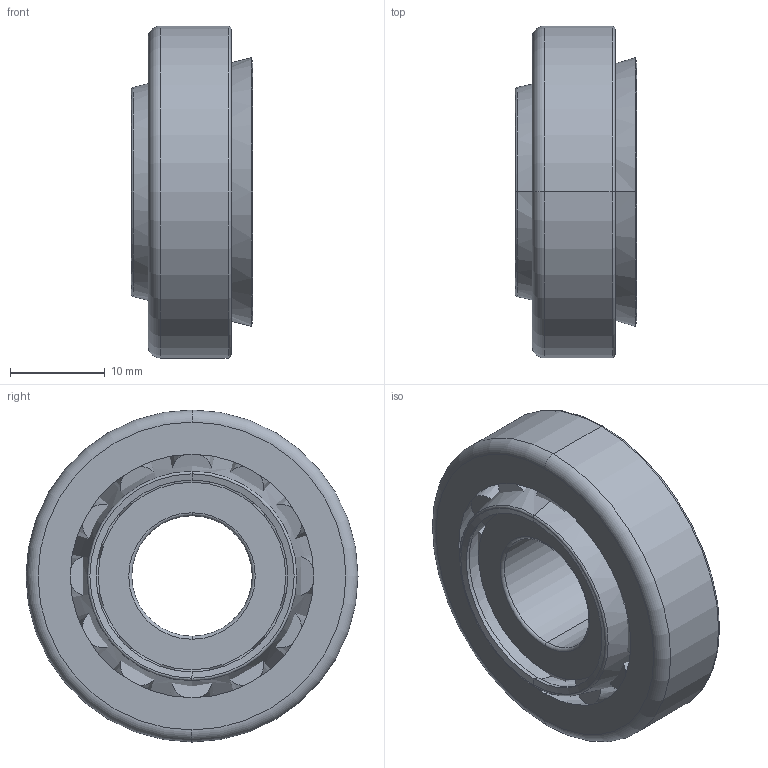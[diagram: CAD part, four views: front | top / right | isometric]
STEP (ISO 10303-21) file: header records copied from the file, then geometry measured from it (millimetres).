
FILE_DESCRIPTION(('starvars output'),'2;1');
FILE_NAME('cv20180116202045000064621.stp','20:20:45 2018/01/16',( 'Thomas Industrial Network Germany GmbH'),( 'Thomas Industrial Network Germany GmbH'),'unknown preprocess','ACIS' ,'unknown authorization');
FILE_SCHEMA(('AUTOMOTIVE_DESIGN_CC2 {UNKNOWN IMPLEMENTATION LEVEL}'));
Length unit declared in the file: millimetre
Products named in the file (4): PRODUCT_ID_9; PRODUCT_ID_10; PRODUCT_ID_11; PRODUCT_ID_12
Bounding box: 12.77 x 34.99 x 34.99 mm (x, y, z)
Volume: 7167.6 mm3; surface area: 8067.2 mm2
Topology: 15 solids, 15 shells, 90 faces, 156 edges, 94 vertices
Faces by surface type: cone 44, plane 28, torus 10, cylinder 8
Entity records: 2840 total; most frequent: ORIENTED_EDGE 312, DIRECTION 292, CARTESIAN_POINT 266, EDGE_CURVE 156, AXIS2_PLACEMENT_3D 120, VERTEX_POINT 94, EDGE_LOOP 94, FACE_BOUND 94
